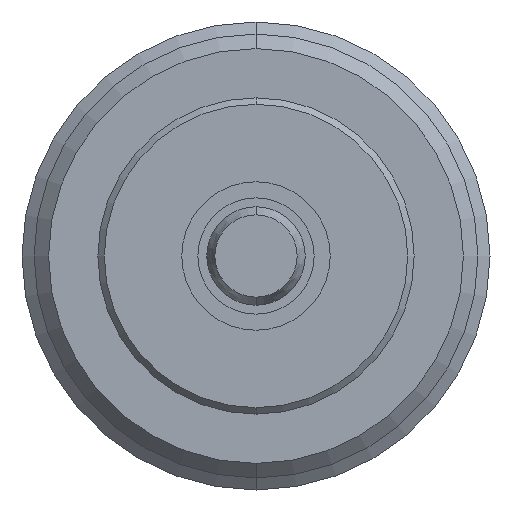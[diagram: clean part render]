
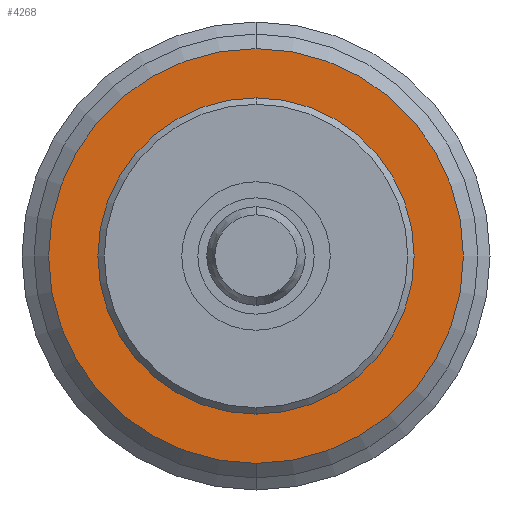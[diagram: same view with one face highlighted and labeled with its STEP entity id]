
A CAD part, front view. The second image highlights one B-rep face of the part: STEP entity #4268.
In plain terms, the highlighted planar face has unit normal (0, -1, 0).
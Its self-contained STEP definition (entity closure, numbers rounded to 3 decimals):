
#1757=CARTESIAN_POINT('',(0.,-3.3,0.));
#1758=DIRECTION('',(0.,-1.,0.));
#1759=DIRECTION('',(0.,0.,-1.));
#1760=AXIS2_PLACEMENT_3D('',#1757,#1758,#1759);
#1762=CARTESIAN_POINT('',(0.,-3.3,0.));
#1763=DIRECTION('',(0.,1.,0.));
#1764=DIRECTION('',(0.,0.,-1.));
#1765=AXIS2_PLACEMENT_3D('',#1762,#1763,#1764);
#1767=CARTESIAN_POINT('',(0.,-3.3,0.));
#1768=DIRECTION('',(0.,1.,0.));
#1769=DIRECTION('',(0.,0.,-1.));
#1770=AXIS2_PLACEMENT_3D('',#1767,#1768,#1769);
#1772=CARTESIAN_POINT('',(0.,-3.3,0.));
#1773=DIRECTION('',(0.,1.,0.));
#1774=DIRECTION('',(0.,0.,1.));
#1775=AXIS2_PLACEMENT_3D('',#1772,#1773,#1774);
#2153=CARTESIAN_POINT('',(0.,-3.3,-4.9));
#2154=CARTESIAN_POINT('',(0.,-3.3,4.9));
#2155=VERTEX_POINT('',#2153);
#2156=VERTEX_POINT('',#2154);
#2161=CARTESIAN_POINT('',(0.,-3.3,-6.425));
#2162=CARTESIAN_POINT('',(0.,-3.3,6.425));
#2163=VERTEX_POINT('',#2161);
#2164=VERTEX_POINT('',#2162);
#4253=CARTESIAN_POINT('',(0.,-3.3,0.));
#4254=DIRECTION('',(0.,1.,0.));
#4255=DIRECTION('',(0.,0.,-1.));
#4256=AXIS2_PLACEMENT_3D('',#4253,#4254,#4255);
#4257=PLANE('',#4256);
#4258=ORIENTED_EDGE('',*,*,#4235,.T.);
#4259=ORIENTED_EDGE('',*,*,#4220,.T.);
#4260=EDGE_LOOP('',(#4258,#4259));
#4261=FACE_OUTER_BOUND('',#4260,.F.);
#4263=ORIENTED_EDGE('',*,*,#4262,.T.);
#4265=ORIENTED_EDGE('',*,*,#4264,.F.);
#4266=EDGE_LOOP('',(#4263,#4265));
#4267=FACE_BOUND('',#4266,.F.);
#1761=CIRCLE('',#1760,4.9);
#1766=CIRCLE('',#1765,4.9);
#1771=CIRCLE('',#1770,6.425);
#1776=CIRCLE('',#1775,6.425);
#4220=EDGE_CURVE('',#2164,#2163,#1776,.T.);
#4235=EDGE_CURVE('',#2163,#2164,#1771,.T.);
#4262=EDGE_CURVE('',#2155,#2156,#1761,.T.);
#4264=EDGE_CURVE('',#2155,#2156,#1766,.T.);
#4268=ADVANCED_FACE('',(#4261,#4267),#4257,.F.);
